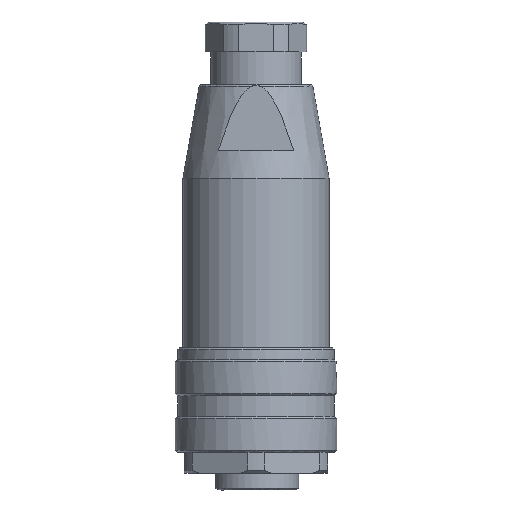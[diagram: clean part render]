
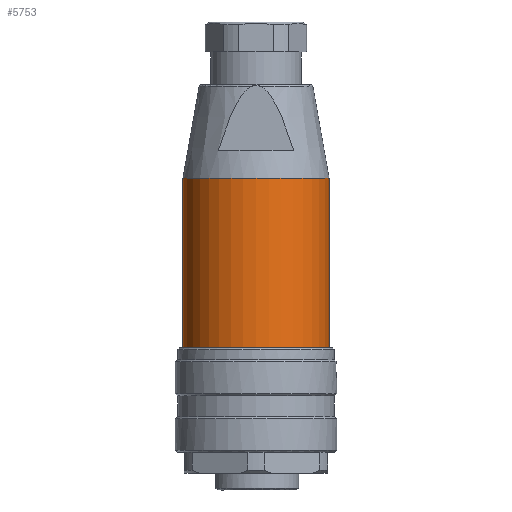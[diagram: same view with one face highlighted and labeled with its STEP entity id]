
A CAD part, left-side view. The second image highlights one B-rep face of the part: STEP entity #5753.
In plain terms, the highlighted cylindrical face has radius 12.25 mm (diameter 24.5 mm), a partial arc.
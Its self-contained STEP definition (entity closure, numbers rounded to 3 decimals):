
#4605=AXIS2_PLACEMENT_3D('Circle Axis2P3D',#4603,#4604,$) ;
#5726=AXIS2_PLACEMENT_3D('Cylinder Axis2P3D',#5723,#5724,#5725) ;
#5744=AXIS2_PLACEMENT_3D('Circle Axis2P3D',#5742,#5743,$) ;
#4516=CARTESIAN_POINT('Vertex',(13.5,1.25,52.2)) ;
#4600=CARTESIAN_POINT('Vertex',(13.5,25.75,52.2)) ;
#4603=CARTESIAN_POINT('Axis2P3D Location',(13.5,13.5,52.2)) ;
#5723=CARTESIAN_POINT('Axis2P3D Location',(13.5,13.5,22.4)) ;
#5728=CARTESIAN_POINT('Line Origine',(13.5,1.25,22.4)) ;
#5732=CARTESIAN_POINT('Vertex',(13.5,1.25,23.8)) ;
#5735=CARTESIAN_POINT('Line Origine',(13.5,25.75,22.4)) ;
#5739=CARTESIAN_POINT('Vertex',(13.5,25.75,23.8)) ;
#5742=CARTESIAN_POINT('Axis2P3D Location',(13.5,13.5,23.8)) ;
#4604=DIRECTION('Axis2P3D Direction',(0.,0.,-1.)) ;
#5724=DIRECTION('Axis2P3D Direction',(0.,0.,1.)) ;
#5725=DIRECTION('Axis2P3D XDirection',(0.,1.,0.)) ;
#5729=DIRECTION('Vector Direction',(0.,0.,1.)) ;
#5736=DIRECTION('Vector Direction',(0.,0.,1.)) ;
#5743=DIRECTION('Axis2P3D Direction',(0.,0.,1.)) ;
#5730=VECTOR('Line Direction',#5729,1.) ;
#5737=VECTOR('Line Direction',#5736,1.) ;
#5748=ORIENTED_EDGE('',*,*,#5734,.F.) ;
#5749=ORIENTED_EDGE('',*,*,#4607,.T.) ;
#5750=ORIENTED_EDGE('',*,*,#5741,.F.) ;
#5751=ORIENTED_EDGE('',*,*,#5746,.T.) ;
#5753=ADVANCED_FACE('Hauptk\X2\00F6\X0\rper',(#5752),#5727,.T.) ;
#4606=CIRCLE('generated circle',#4605,12.25) ;
#5745=CIRCLE('generated circle',#5744,12.25) ;
#5727=CYLINDRICAL_SURFACE('generated cylinder',#5726,12.25) ;
#4607=EDGE_CURVE('',#4517,#4601,#4606,.T.) ;
#5734=EDGE_CURVE('',#4517,#5733,#5731,.F.) ;
#5741=EDGE_CURVE('',#5740,#4601,#5738,.T.) ;
#5746=EDGE_CURVE('',#5740,#5733,#5745,.T.) ;
#5747=EDGE_LOOP('',(#5748,#5749,#5750,#5751)) ;
#5752=FACE_OUTER_BOUND('',#5747,.T.) ;
#5731=LINE('Line',#5728,#5730) ;
#5738=LINE('Line',#5735,#5737) ;
#4517=VERTEX_POINT('',#4516) ;
#4601=VERTEX_POINT('',#4600) ;
#5733=VERTEX_POINT('',#5732) ;
#5740=VERTEX_POINT('',#5739) ;
